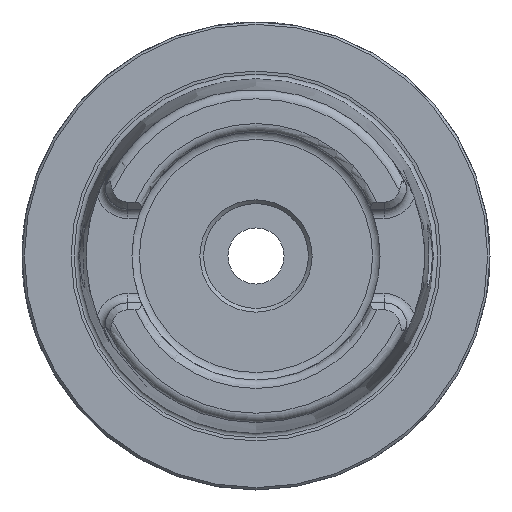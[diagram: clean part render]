
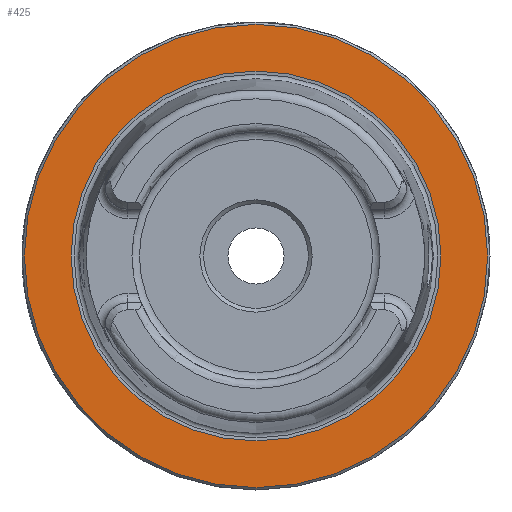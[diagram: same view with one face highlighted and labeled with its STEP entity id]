
A CAD part, left-side view. The second image highlights one B-rep face of the part: STEP entity #425.
In plain terms, the highlighted planar face has unit normal (-1, 0, 0).
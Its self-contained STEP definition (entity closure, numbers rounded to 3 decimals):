
#425 = ADVANCED_FACE( '', ( #910, #911 ), #912, .T. );
#910 = FACE_OUTER_BOUND( '', #1414, .T. );
#911 = FACE_BOUND( '', #1415, .T. );
#912 = PLANE( '', #1416 );
#1414 = EDGE_LOOP( '', ( #2526 ) );
#1415 = EDGE_LOOP( '', ( #2527 ) );
#1416 = AXIS2_PLACEMENT_3D( '', #2528, #2529, #2530 );
#2526 = ORIENTED_EDGE( '', *, *, #2977, .T. );
#2527 = ORIENTED_EDGE( '', *, *, #3090, .F. );
#2528 = CARTESIAN_POINT( '', ( 0., 0., 49.5 ) );
#2529 = DIRECTION( '', ( -1., 0., 0. ) );
#2530 = DIRECTION( '', ( 0., 0., 1. ) );
#2977 = EDGE_CURVE( '', #3609, #3609, #3610, .T. );
#3090 = EDGE_CURVE( '', #3751, #3751, #3752, .T. );
#3609 = VERTEX_POINT( '', #5204 );
#3610 = CIRCLE( '', #5205, 49.5 );
#3751 = VERTEX_POINT( '', #5785 );
#3752 = CIRCLE( '', #5786, 39.511 );
#5204 = CARTESIAN_POINT( '', ( 0., 0., 49.5 ) );
#5205 = AXIS2_PLACEMENT_3D( '', #6184, #6185, #6186 );
#5785 = CARTESIAN_POINT( '', ( 0., 0., 39.511 ) );
#5786 = AXIS2_PLACEMENT_3D( '', #6280, #6281, #6282 );
#6184 = CARTESIAN_POINT( '', ( 0., 0., 0. ) );
#6185 = DIRECTION( '', ( -1., 0., 0. ) );
#6186 = DIRECTION( '', ( 0., 0., 1. ) );
#6280 = CARTESIAN_POINT( '', ( 0., 0., 0. ) );
#6281 = DIRECTION( '', ( -1., 0., 0. ) );
#6282 = DIRECTION( '', ( 0., 0., 1. ) );
